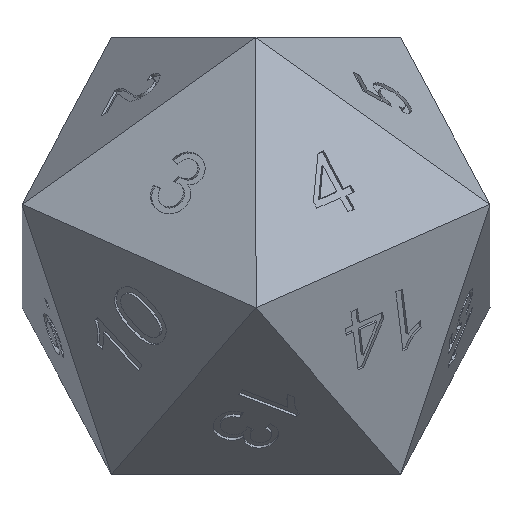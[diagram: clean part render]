
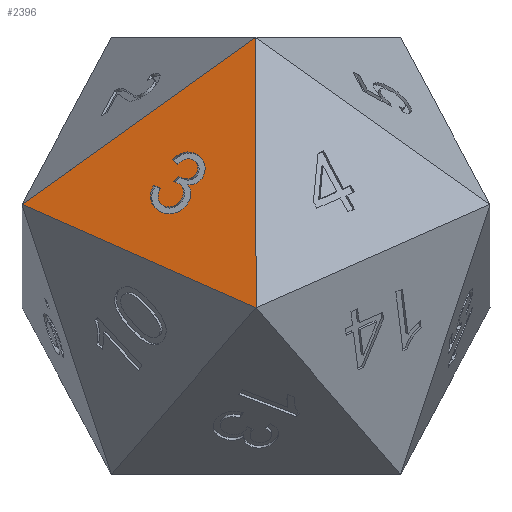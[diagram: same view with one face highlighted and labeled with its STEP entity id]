
A CAD part, front view. The second image highlights one B-rep face of the part: STEP entity #2396.
In plain terms, the highlighted planar face has unit normal (-0.357, -0.873, 0.333).
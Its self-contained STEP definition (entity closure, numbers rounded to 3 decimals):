
#501=CARTESIAN_POINT('',(-14.013,-8.09,16.18));
#502=VERTEX_POINT('',#501);
#624=CARTESIAN_POINT('',(-0.,-16.18,10.));
#625=VERTEX_POINT('',#624);
#632=CARTESIAN_POINT('',(-14.013,-8.09,16.18));
#633=DIRECTION('',(0.809,-0.467,-0.357));
#634=VECTOR('',#633,17.321);
#635=LINE('',#632,#634);
#636=EDGE_CURVE('',#502,#625,#635,.T.);
#2237=CARTESIAN_POINT('',(-4.671,-11.424,17.454));
#2238=DIRECTION('',(0.357,0.873,-0.333));
#2239=DIRECTION('',(-0.809,0.11,-0.577));
#2240=AXIS2_PLACEMENT_3D('',#2237,#2238,#2239);
#2241=PLANE('',#2240);
#2242=CARTESIAN_POINT('',(0.,-10.,26.18));
#2243=VERTEX_POINT('',#2242);
#2244=CARTESIAN_POINT('',(0.,-10.,26.18));
#2245=DIRECTION('',(-0.809,0.11,-0.577));
#2246=VECTOR('',#2245,17.321);
#2247=LINE('',#2244,#2246);
#2248=EDGE_CURVE('',#2243,#502,#2247,.T.);
#2249=ORIENTED_EDGE('',*,*,#2248,.T.);
#2250=ORIENTED_EDGE('',*,*,#636,.T.);
#2251=CARTESIAN_POINT('',(-0.,-16.18,10.));
#2252=DIRECTION('',(0.,0.357,0.934));
#2253=VECTOR('',#2252,17.321);
#2254=LINE('',#2251,#2253);
#2255=EDGE_CURVE('',#625,#2243,#2254,.T.);
#2256=ORIENTED_EDGE('',*,*,#2255,.T.);
#2257=EDGE_LOOP('',(#2249,#2250,#2256));
#2258=FACE_BOUND('',#2257,.T.);
#2259=CARTESIAN_POINT('',(-4.644,-11.272,17.879));
#2260=VERTEX_POINT('',#2259);
#2261=CARTESIAN_POINT('',(-4.676,-10.995,18.57));
#2262=VERTEX_POINT('',#2261);
#2263=CARTESIAN_POINT('',(-4.644,-11.272,17.879));
#2264=CARTESIAN_POINT('',(-4.621,-11.288,17.861));
#2265=CARTESIAN_POINT('',(-4.603,-11.301,17.847));
#2266=CARTESIAN_POINT('',(-4.588,-11.311,17.837));
#2267=CARTESIAN_POINT('',(-4.434,-11.412,17.739));
#2268=CARTESIAN_POINT('',(-4.264,-11.498,17.695));
#2269=CARTESIAN_POINT('',(-4.078,-11.57,17.705));
#2270=CARTESIAN_POINT('',(-3.892,-11.642,17.715));
#2271=CARTESIAN_POINT('',(-3.734,-11.669,17.813));
#2272=CARTESIAN_POINT('',(-3.604,-11.652,17.999));
#2273=CARTESIAN_POINT('',(-3.501,-11.638,18.146));
#2274=CARTESIAN_POINT('',(-3.461,-11.597,18.296));
#2275=CARTESIAN_POINT('',(-3.483,-11.529,18.45));
#2276=CARTESIAN_POINT('',(-3.505,-11.461,18.604));
#2277=CARTESIAN_POINT('',(-3.588,-11.38,18.726));
#2278=CARTESIAN_POINT('',(-3.73,-11.288,18.817));
#2279=CARTESIAN_POINT('',(-3.871,-11.196,18.907));
#2280=CARTESIAN_POINT('',(-4.023,-11.124,18.933));
#2281=CARTESIAN_POINT('',(-4.185,-11.072,18.895));
#2282=CARTESIAN_POINT('',(-4.348,-11.02,18.857));
#2283=CARTESIAN_POINT('',(-4.511,-10.994,18.749));
#2284=CARTESIAN_POINT('',(-4.676,-10.995,18.57));
#2285=B_SPLINE_CURVE_WITH_KNOTS('',3,(#2263,#2264,#2265,#2266,#2267,#2268,#2269,#2270,#2271,#2272,#2273,#2274,#2275,#2276,#2277,#2278,#2279,#2280,#2281,#2282,#2283,#2284),.UNSPECIFIED.,.F.,.F.,(4,3,3,3,3,3,3,4),(0.,0.018,0.209,0.399,0.55,0.701,0.851,1.),.UNSPECIFIED.);
#2286=EDGE_CURVE('',#2260,#2262,#2285,.T.);
#2287=ORIENTED_EDGE('',*,*,#2286,.T.);
#2288=CARTESIAN_POINT('',(-4.988,-10.752,18.872));
#2289=VERTEX_POINT('',#2288);
#2290=CARTESIAN_POINT('',(-4.676,-10.995,18.57));
#2291=DIRECTION('',(-0.627,0.488,0.607));
#2292=VECTOR('',#2291,0.498);
#2293=LINE('',#2290,#2292);
#2294=EDGE_CURVE('',#2262,#2289,#2293,.T.);
#2295=ORIENTED_EDGE('',*,*,#2294,.T.);
#2296=CARTESIAN_POINT('',(-4.108,-11.693,17.35));
#2297=VERTEX_POINT('',#2296);
#2298=CARTESIAN_POINT('',(-4.988,-10.752,18.872));
#2299=CARTESIAN_POINT('',(-4.756,-10.755,19.113));
#2300=CARTESIAN_POINT('',(-4.509,-10.801,19.257));
#2301=CARTESIAN_POINT('',(-4.248,-10.89,19.304));
#2302=CARTESIAN_POINT('',(-3.988,-10.978,19.351));
#2303=CARTESIAN_POINT('',(-3.741,-11.098,19.301));
#2304=CARTESIAN_POINT('',(-3.507,-11.251,19.152));
#2305=CARTESIAN_POINT('',(-3.346,-11.356,19.049));
#2306=CARTESIAN_POINT('',(-3.225,-11.457,18.916));
#2307=CARTESIAN_POINT('',(-3.143,-11.552,18.753));
#2308=CARTESIAN_POINT('',(-3.061,-11.648,18.59));
#2309=CARTESIAN_POINT('',(-3.03,-11.726,18.419));
#2310=CARTESIAN_POINT('',(-3.051,-11.785,18.241));
#2311=CARTESIAN_POINT('',(-3.071,-11.845,18.063));
#2312=CARTESIAN_POINT('',(-3.134,-11.882,17.9));
#2313=CARTESIAN_POINT('',(-3.238,-11.896,17.752));
#2314=CARTESIAN_POINT('',(-3.336,-11.909,17.611));
#2315=CARTESIAN_POINT('',(-3.461,-11.899,17.504));
#2316=CARTESIAN_POINT('',(-3.61,-11.865,17.432));
#2317=CARTESIAN_POINT('',(-3.76,-11.832,17.36));
#2318=CARTESIAN_POINT('',(-3.926,-11.774,17.333));
#2319=CARTESIAN_POINT('',(-4.108,-11.693,17.35));
#2320=B_SPLINE_CURVE_WITH_KNOTS('',3,(#2298,#2299,#2300,#2301,#2302,#2303,#2304,#2305,#2306,#2307,#2308,#2309,#2310,#2311,#2312,#2313,#2314,#2315,#2316,#2317,#2318,#2319),.UNSPECIFIED.,.F.,.F.,(4,3,3,3,3,3,3,4),(0.,0.09,0.181,0.243,0.306,0.368,0.427,0.487),.UNSPECIFIED.);
#2321=EDGE_CURVE('',#2289,#2297,#2320,.T.);
#2322=ORIENTED_EDGE('',*,*,#2321,.T.);
#2323=CARTESIAN_POINT('',(-6.124,-10.878,17.326));
#2324=VERTEX_POINT('',#2323);
#2325=CARTESIAN_POINT('',(-4.108,-11.693,17.35));
#2326=CARTESIAN_POINT('',(-3.964,-11.812,17.194));
#2327=CARTESIAN_POINT('',(-3.894,-11.909,17.015));
#2328=CARTESIAN_POINT('',(-3.895,-11.985,16.813));
#2329=CARTESIAN_POINT('',(-3.897,-12.062,16.612));
#2330=CARTESIAN_POINT('',(-3.971,-12.11,16.405));
#2331=CARTESIAN_POINT('',(-4.119,-12.13,16.194));
#2332=CARTESIAN_POINT('',(-4.319,-12.157,15.909));
#2333=CARTESIAN_POINT('',(-4.582,-12.119,15.728));
#2334=CARTESIAN_POINT('',(-4.909,-12.015,15.65));
#2335=CARTESIAN_POINT('',(-5.235,-11.912,15.572));
#2336=CARTESIAN_POINT('',(-5.542,-11.766,15.624));
#2337=CARTESIAN_POINT('',(-5.83,-11.579,15.807));
#2338=CARTESIAN_POINT('',(-6.089,-11.409,15.973));
#2339=CARTESIAN_POINT('',(-6.244,-11.261,16.196));
#2340=CARTESIAN_POINT('',(-6.296,-11.133,16.475));
#2341=CARTESIAN_POINT('',(-6.347,-11.005,16.755));
#2342=CARTESIAN_POINT('',(-6.29,-10.92,17.039));
#2343=CARTESIAN_POINT('',(-6.124,-10.878,17.326));
#2344=B_SPLINE_CURVE_WITH_KNOTS('',3,(#2325,#2326,#2327,#2328,#2329,#2330,#2331,#2332,#2333,#2334,#2335,#2336,#2337,#2338,#2339,#2340,#2341,#2342,#2343),.UNSPECIFIED.,.F.,.F.,(4,3,3,3,3,3,4),(0.487,0.559,0.63,0.728,0.825,0.912,1.),.UNSPECIFIED.);
#2345=EDGE_CURVE('',#2297,#2324,#2344,.T.);
#2346=ORIENTED_EDGE('',*,*,#2345,.T.);
#2347=CARTESIAN_POINT('',(-5.724,-11.11,17.148));
#2348=VERTEX_POINT('',#2347);
#2349=CARTESIAN_POINT('',(-6.124,-10.878,17.326));
#2350=DIRECTION('',(0.808,-0.467,-0.359));
#2351=VECTOR('',#2350,0.495);
#2352=LINE('',#2349,#2351);
#2353=EDGE_CURVE('',#2324,#2348,#2352,.T.);
#2354=ORIENTED_EDGE('',*,*,#2353,.T.);
#2355=CARTESIAN_POINT('',(-5.856,-11.295,16.522));
#2356=VERTEX_POINT('',#2355);
#2357=CARTESIAN_POINT('',(-5.724,-11.11,17.148));
#2358=CARTESIAN_POINT('',(-5.842,-11.159,16.894));
#2359=CARTESIAN_POINT('',(-5.885,-11.22,16.686));
#2360=CARTESIAN_POINT('',(-5.856,-11.295,16.522));
#2361=B_SPLINE_CURVE_WITH_KNOTS('',3,(#2357,#2358,#2359,#2360),.UNSPECIFIED.,.F.,.F.,(4,4),(0.,1.),.UNSPECIFIED.);
#2362=EDGE_CURVE('',#2348,#2356,#2361,.T.);
#2363=ORIENTED_EDGE('',*,*,#2362,.T.);
#2364=CARTESIAN_POINT('',(-4.93,-11.28,17.553));
#2365=VERTEX_POINT('',#2364);
#2366=CARTESIAN_POINT('',(-5.856,-11.295,16.522));
#2367=CARTESIAN_POINT('',(-5.826,-11.37,16.357));
#2368=CARTESIAN_POINT('',(-5.739,-11.454,16.23));
#2369=CARTESIAN_POINT('',(-5.595,-11.548,16.138));
#2370=CARTESIAN_POINT('',(-5.425,-11.659,16.029));
#2371=CARTESIAN_POINT('',(-5.235,-11.747,16.003));
#2372=CARTESIAN_POINT('',(-5.026,-11.811,16.058));
#2373=CARTESIAN_POINT('',(-4.817,-11.876,16.114));
#2374=CARTESIAN_POINT('',(-4.645,-11.898,16.238));
#2375=CARTESIAN_POINT('',(-4.51,-11.88,16.431));
#2376=CARTESIAN_POINT('',(-4.381,-11.862,16.615));
#2377=CARTESIAN_POINT('',(-4.329,-11.812,16.802));
#2378=CARTESIAN_POINT('',(-4.354,-11.73,16.99));
#2379=CARTESIAN_POINT('',(-4.379,-11.648,17.179));
#2380=CARTESIAN_POINT('',(-4.476,-11.552,17.327));
#2381=CARTESIAN_POINT('',(-4.643,-11.442,17.434));
#2382=CARTESIAN_POINT('',(-4.712,-11.398,17.478));
#2383=CARTESIAN_POINT('',(-4.807,-11.343,17.518));
#2384=CARTESIAN_POINT('',(-4.93,-11.28,17.553));
#2385=B_SPLINE_CURVE_WITH_KNOTS('',3,(#2366,#2367,#2368,#2369,#2370,#2371,#2372,#2373,#2374,#2375,#2376,#2377,#2378,#2379,#2380,#2381,#2382,#2383,#2384),.UNSPECIFIED.,.F.,.F.,(4,3,3,3,3,3,4),(0.,0.164,0.359,0.553,0.739,0.924,1.),.UNSPECIFIED.);
#2386=EDGE_CURVE('',#2356,#2365,#2385,.T.);
#2387=ORIENTED_EDGE('',*,*,#2386,.T.);
#2388=CARTESIAN_POINT('',(-4.93,-11.28,17.553));
#2389=DIRECTION('',(0.66,0.017,0.751));
#2390=VECTOR('',#2389,0.434);
#2391=LINE('',#2388,#2390);
#2392=EDGE_CURVE('',#2365,#2260,#2391,.T.);
#2393=ORIENTED_EDGE('',*,*,#2392,.T.);
#2394=EDGE_LOOP('',(#2287,#2295,#2322,#2346,#2354,#2363,#2387,#2393));
#2395=FACE_BOUND('',#2394,.T.);
#2396=ADVANCED_FACE('',(#2258,#2395),#2241,.F.);
